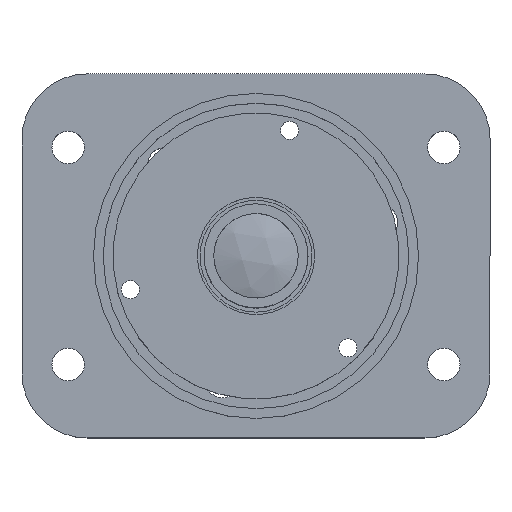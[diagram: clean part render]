
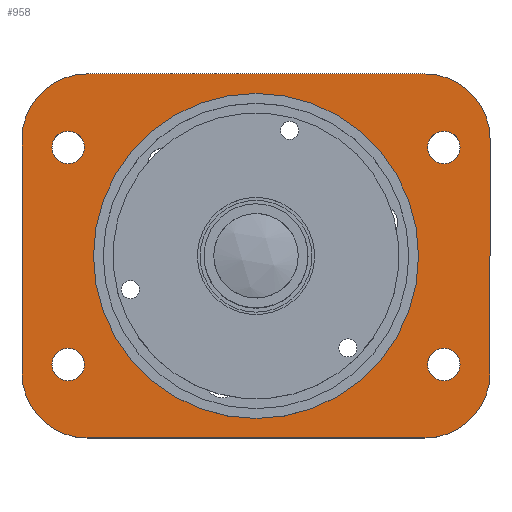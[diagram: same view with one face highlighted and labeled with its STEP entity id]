
A CAD part, top view. The second image highlights one B-rep face of the part: STEP entity #958.
In plain terms, the highlighted planar face has unit normal (0, 0, 1).
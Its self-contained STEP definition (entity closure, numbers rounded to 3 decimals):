
#11 = EDGE_LOOP ( 'NONE', ( #5251 ) ) ;
#84 = VERTEX_POINT ( 'NONE', #6064 ) ;
#152 = CARTESIAN_POINT ( 'NONE',  ( 15.7, -8.35, 11.7 ) ) ;
#179 = DIRECTION ( 'NONE',  ( 1., 0., 0. ) ) ;
#182 = EDGE_CURVE ( 'NONE', #3599, #3599, #5345, .T. ) ;
#195 = CARTESIAN_POINT ( 'NONE',  ( 13., -9., 11.7 ) ) ;
#205 = DIRECTION ( 'NONE',  ( 0., 0., 1. ) ) ;
#260 = EDGE_CURVE ( 'NONE', #4027, #2948, #6028, .T. ) ;
#325 = DIRECTION ( 'NONE',  ( 1., 0., 0. ) ) ;
#349 = EDGE_LOOP ( 'NONE', ( #4806 ) ) ;
#351 = DIRECTION ( 'NONE',  ( 0., 0., 1. ) ) ;
#364 = EDGE_LOOP ( 'NONE', ( #3053 ) ) ;
#471 = CIRCLE ( 'NONE', #3339, 5. ) ;
#526 = EDGE_LOOP ( 'NONE', ( #4203, #4824, #5162, #6527, #1325, #2258, #2290, #3054 ) ) ;
#616 = LINE ( 'NONE', #4045, #2142 ) ;
#645 = VECTOR ( 'NONE', #3367, 1000. ) ;
#685 = CARTESIAN_POINT ( 'NONE',  ( 14.45, -8.35, 11.7 ) ) ;
#710 = CARTESIAN_POINT ( 'NONE',  ( -18., -14., 11.7 ) ) ;
#728 = CIRCLE ( 'NONE', #3248, 1.25 ) ;
#757 = EDGE_CURVE ( 'NONE', #4623, #4623, #728, .T. ) ;
#818 = CARTESIAN_POINT ( 'NONE',  ( 15.7, 8.35, 11.7 ) ) ;
#917 = CARTESIAN_POINT ( 'NONE',  ( -18., 14., 11.7 ) ) ;
#953 = FACE_BOUND ( 'NONE', #1990, .T. ) ;
#958 = ADVANCED_FACE ( 'NONE', ( #6167, #953, #3529, #1116, #4865, #2157 ), #5650, .T. ) ;
#1016 = CIRCLE ( 'NONE', #3352, 12.5 ) ;
#1022 = CIRCLE ( 'NONE', #4234, 5. ) ;
#1036 = DIRECTION ( 'NONE',  ( 0., 0., 1. ) ) ;
#1116 = FACE_BOUND ( 'NONE', #364, .T. ) ;
#1202 = AXIS2_PLACEMENT_3D ( 'NONE', #2242, #5781, #2746 ) ;
#1272 = VERTEX_POINT ( 'NONE', #2265 ) ;
#1325 = ORIENTED_EDGE ( 'NONE', *, *, #260, .T. ) ;
#1360 = LINE ( 'NONE', #710, #5273 ) ;
#1367 = AXIS2_PLACEMENT_3D ( 'NONE', #5979, #351, #6496 ) ;
#1493 = CARTESIAN_POINT ( 'NONE',  ( 18., 9., 11.7 ) ) ;
#1494 = DIRECTION ( 'NONE',  ( -1., 0., 0. ) ) ;
#1606 = CARTESIAN_POINT ( 'NONE',  ( 13., 14., 11.7 ) ) ;
#1749 = AXIS2_PLACEMENT_3D ( 'NONE', #5590, #2997, #2518 ) ;
#1812 = EDGE_CURVE ( 'NONE', #84, #6207, #1022, .T. ) ;
#1892 = EDGE_CURVE ( 'NONE', #6207, #3794, #4619, .T. ) ;
#1990 = EDGE_LOOP ( 'NONE', ( #4066 ) ) ;
#2142 = VECTOR ( 'NONE', #1494, 1000. ) ;
#2157 = FACE_OUTER_BOUND ( 'NONE', #526, .T. ) ;
#2242 = CARTESIAN_POINT ( 'NONE',  ( 13., 9., 11.7 ) ) ;
#2258 = ORIENTED_EDGE ( 'NONE', *, *, #3078, .T. ) ;
#2259 = DIRECTION ( 'NONE',  ( 0., 0., 1. ) ) ;
#2265 = CARTESIAN_POINT ( 'NONE',  ( 12.5, 0., 11.7 ) ) ;
#2272 = EDGE_CURVE ( 'NONE', #2395, #6486, #616, .T. ) ;
#2290 = ORIENTED_EDGE ( 'NONE', *, *, #5355, .T. ) ;
#2308 = CARTESIAN_POINT ( 'NONE',  ( 18., -9., 11.7 ) ) ;
#2395 = VERTEX_POINT ( 'NONE', #1606 ) ;
#2471 = EDGE_CURVE ( 'NONE', #1272, #1272, #1016, .T. ) ;
#2518 = DIRECTION ( 'NONE',  ( 1., 0., 0. ) ) ;
#2523 = DIRECTION ( 'NONE',  ( 0., 0., 1. ) ) ;
#2544 = CARTESIAN_POINT ( 'NONE',  ( -18., -9., 11.7 ) ) ;
#2553 = VERTEX_POINT ( 'NONE', #3305 ) ;
#2604 = DIRECTION ( 'NONE',  ( 1., 0., 0. ) ) ;
#2635 = CIRCLE ( 'NONE', #1367, 5. ) ;
#2742 = VERTEX_POINT ( 'NONE', #2875 ) ;
#2746 = DIRECTION ( 'NONE',  ( 1., 0., 0. ) ) ;
#2753 = DIRECTION ( 'NONE',  ( 1., 0., 0. ) ) ;
#2875 = CARTESIAN_POINT ( 'NONE',  ( -13., -14., 11.7 ) ) ;
#2948 = VERTEX_POINT ( 'NONE', #2544 ) ;
#2959 = CIRCLE ( 'NONE', #4922, 1.25 ) ;
#2985 = EDGE_CURVE ( 'NONE', #2553, #2553, #2959, .T. ) ;
#2997 = DIRECTION ( 'NONE',  ( 0., 0., 1. ) ) ;
#2999 = CARTESIAN_POINT ( 'NONE',  ( -13., 9., 11.7 ) ) ;
#3053 = ORIENTED_EDGE ( 'NONE', *, *, #757, .F. ) ;
#3054 = ORIENTED_EDGE ( 'NONE', *, *, #1812, .T. ) ;
#3078 = EDGE_CURVE ( 'NONE', #2948, #2742, #2635, .T. ) ;
#3114 = CARTESIAN_POINT ( 'NONE',  ( -13., 14., 11.7 ) ) ;
#3248 = AXIS2_PLACEMENT_3D ( 'NONE', #4465, #2259, #325 ) ;
#3251 = CARTESIAN_POINT ( 'NONE',  ( -13.2, -8.35, 11.7 ) ) ;
#3272 = VECTOR ( 'NONE', #5764, 1000. ) ;
#3305 = CARTESIAN_POINT ( 'NONE',  ( -13.2, 8.35, 11.7 ) ) ;
#3339 = AXIS2_PLACEMENT_3D ( 'NONE', #2999, #6506, #3536 ) ;
#3352 = AXIS2_PLACEMENT_3D ( 'NONE', #3789, #205, #179 ) ;
#3367 = DIRECTION ( 'NONE',  ( 0., -1., 0. ) ) ;
#3392 = AXIS2_PLACEMENT_3D ( 'NONE', #4094, #1036, #4606 ) ;
#3529 = FACE_BOUND ( 'NONE', #349, .T. ) ;
#3536 = DIRECTION ( 'NONE',  ( 1., 0., 0. ) ) ;
#3580 = DIRECTION ( 'NONE',  ( 1., 0., 0. ) ) ;
#3599 = VERTEX_POINT ( 'NONE', #152 ) ;
#3789 = CARTESIAN_POINT ( 'NONE',  ( 0., 0., 11.7 ) ) ;
#3794 = VERTEX_POINT ( 'NONE', #1493 ) ;
#3825 = DIRECTION ( 'NONE',  ( 0., 0., 1. ) ) ;
#3828 = CARTESIAN_POINT ( 'NONE',  ( -18., 9., 11.7 ) ) ;
#4027 = VERTEX_POINT ( 'NONE', #3828 ) ;
#4045 = CARTESIAN_POINT ( 'NONE',  ( -18., 14., 11.7 ) ) ;
#4066 = ORIENTED_EDGE ( 'NONE', *, *, #5516, .F. ) ;
#4094 = CARTESIAN_POINT ( 'NONE',  ( 14.45, 8.35, 11.7 ) ) ;
#4203 = ORIENTED_EDGE ( 'NONE', *, *, #1892, .T. ) ;
#4234 = AXIS2_PLACEMENT_3D ( 'NONE', #195, #2523, #3580 ) ;
#4465 = CARTESIAN_POINT ( 'NONE',  ( -14.45, -8.35, 11.7 ) ) ;
#4514 = EDGE_LOOP ( 'NONE', ( #5595 ) ) ;
#4606 = DIRECTION ( 'NONE',  ( 1., 0., 0. ) ) ;
#4619 = LINE ( 'NONE', #6272, #3272 ) ;
#4623 = VERTEX_POINT ( 'NONE', #3251 ) ;
#4662 = DIRECTION ( 'NONE',  ( 1., 0., 0. ) ) ;
#4776 = CARTESIAN_POINT ( 'NONE',  ( -14.45, 8.35, 11.7 ) ) ;
#4803 = DIRECTION ( 'NONE',  ( 0., 0., 1. ) ) ;
#4806 = ORIENTED_EDGE ( 'NONE', *, *, #182, .F. ) ;
#4824 = ORIENTED_EDGE ( 'NONE', *, *, #5749, .T. ) ;
#4860 = AXIS2_PLACEMENT_3D ( 'NONE', #685, #3825, #2604 ) ;
#4865 = FACE_BOUND ( 'NONE', #11, .T. ) ;
#4922 = AXIS2_PLACEMENT_3D ( 'NONE', #4776, #4803, #4662 ) ;
#5007 = VERTEX_POINT ( 'NONE', #818 ) ;
#5162 = ORIENTED_EDGE ( 'NONE', *, *, #2272, .T. ) ;
#5251 = ORIENTED_EDGE ( 'NONE', *, *, #2985, .F. ) ;
#5273 = VECTOR ( 'NONE', #2753, 1000. ) ;
#5345 = CIRCLE ( 'NONE', #4860, 1.25 ) ;
#5355 = EDGE_CURVE ( 'NONE', #2742, #84, #1360, .T. ) ;
#5516 = EDGE_CURVE ( 'NONE', #5007, #5007, #5813, .T. ) ;
#5572 = CIRCLE ( 'NONE', #1202, 5. ) ;
#5590 = CARTESIAN_POINT ( 'NONE',  ( 0., 0., 11.7 ) ) ;
#5595 = ORIENTED_EDGE ( 'NONE', *, *, #2471, .F. ) ;
#5650 = PLANE ( 'NONE',  #1749 ) ;
#5749 = EDGE_CURVE ( 'NONE', #3794, #2395, #5572, .T. ) ;
#5764 = DIRECTION ( 'NONE',  ( 0., 1., 0. ) ) ;
#5781 = DIRECTION ( 'NONE',  ( 0., 0., 1. ) ) ;
#5813 = CIRCLE ( 'NONE', #3392, 1.25 ) ;
#5979 = CARTESIAN_POINT ( 'NONE',  ( -13., -9., 11.7 ) ) ;
#6028 = LINE ( 'NONE', #917, #645 ) ;
#6064 = CARTESIAN_POINT ( 'NONE',  ( 13., -14., 11.7 ) ) ;
#6167 = FACE_BOUND ( 'NONE', #4514, .T. ) ;
#6207 = VERTEX_POINT ( 'NONE', #2308 ) ;
#6272 = CARTESIAN_POINT ( 'NONE',  ( 18., 14., 11.7 ) ) ;
#6397 = EDGE_CURVE ( 'NONE', #6486, #4027, #471, .T. ) ;
#6486 = VERTEX_POINT ( 'NONE', #3114 ) ;
#6496 = DIRECTION ( 'NONE',  ( 1., 0., 0. ) ) ;
#6506 = DIRECTION ( 'NONE',  ( 0., 0., 1. ) ) ;
#6527 = ORIENTED_EDGE ( 'NONE', *, *, #6397, .T. ) ;
